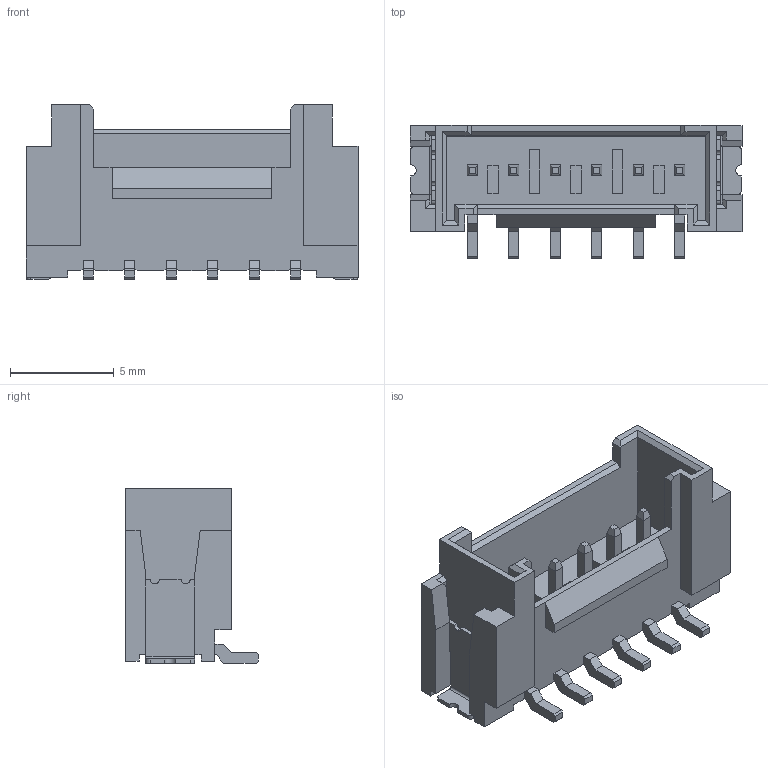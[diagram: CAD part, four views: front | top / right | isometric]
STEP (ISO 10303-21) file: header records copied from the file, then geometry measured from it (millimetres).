
FILE_DESCRIPTION (( 'STEP AP214' ), '1' );
FILE_NAME ('FWF20023-S06S23W5M-REF.STEP', '2025-04-09T06:52:40', ( '' ), ( '' ), 'SwSTEP 2.0', 'SolidWorks 2021', '' );
FILE_SCHEMA (( 'AUTOMOTIVE_DESIGN' ));
Length unit declared in the file: millimetre
Products named in the file (1): FWF20023-S06S23W5M-REF
Bounding box: 16 x 6.4 x 8.4 mm (x, y, z)
Volume: 298.5 mm3; surface area: 702.2 mm2
Topology: 1 solids, 1 shells, 328 faces, 887 edges, 572 vertices
Faces by surface type: plane 306, cylinder 22
Entity records: 10085 total; most frequent: CARTESIAN_POINT 1788, ORIENTED_EDGE 1774, DIRECTION 1589, EDGE_CURVE 887, VECTOR 843, LINE 843, VERTEX_POINT 572, AXIS2_PLACEMENT_3D 373
